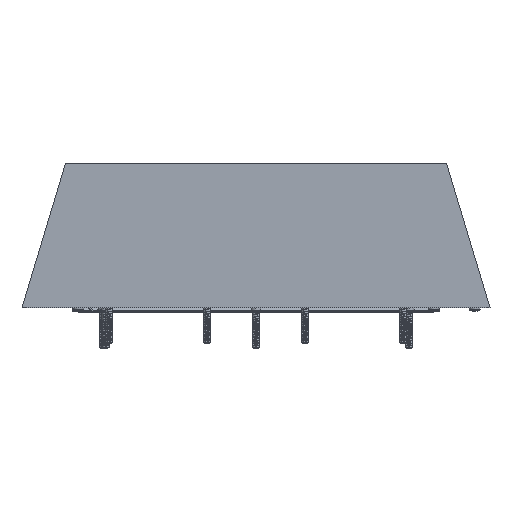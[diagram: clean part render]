
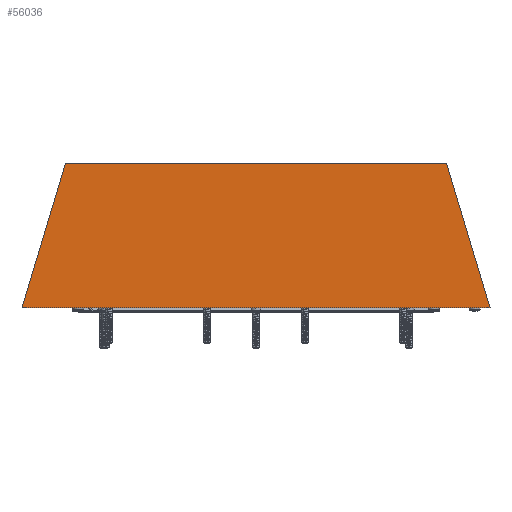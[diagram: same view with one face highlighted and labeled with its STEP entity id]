
A CAD part, front view. The second image highlights one B-rep face of the part: STEP entity #56036.
In plain terms, the highlighted planar face has unit normal (0, -1, 0).
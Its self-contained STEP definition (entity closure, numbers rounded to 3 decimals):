
#2332 = PLANE ( 'NONE',  #7424 ) ;
#3841 = DIRECTION ( 'NONE',  ( -0.288, 0., -0.958 ) ) ;
#7424 = AXIS2_PLACEMENT_3D ( 'NONE', #186218, #144228, #61670 ) ;
#12307 = CARTESIAN_POINT ( 'NONE',  ( -51.833, -300., 141.4 ) ) ;
#13649 = LINE ( 'NONE', #152595, #119423 ) ;
#17659 = FACE_OUTER_BOUND ( 'NONE', #100513, .T. ) ;
#25598 = EDGE_CURVE ( 'NONE', #112541, #135714, #46383, .T. ) ;
#40644 = CARTESIAN_POINT ( 'NONE',  ( 191., -300., 23.4 ) ) ;
#46383 = B_SPLINE_CURVE_WITH_KNOTS ( 'NONE', 3,
 ( #141353, #66794, #47427, #110732 ),
 .UNSPECIFIED., .F., .F.,
 ( 4, 4 ),
 ( 0., 1. ),
 .UNSPECIFIED. ) ;
#47427 = CARTESIAN_POINT ( 'NONE',  ( -63.667, -300., 23.4 ) ) ;
#47743 = CARTESIAN_POINT ( 'NONE',  ( -191., -300., 23.4 ) ) ;
#49840 = EDGE_CURVE ( 'NONE', #83695, #151236, #80366, .T. ) ;
#56036 = ADVANCED_FACE ( 'NONE', ( #17659 ), #2332, .T. ) ;
#59354 = CARTESIAN_POINT ( 'NONE',  ( -155.5, -300., 141.4 ) ) ;
#61355 = CARTESIAN_POINT ( 'NONE',  ( 51.833, -300., 141.4 ) ) ;
#61670 = DIRECTION ( 'NONE',  ( 0., 0., 1. ) ) ;
#66794 = CARTESIAN_POINT ( 'NONE',  ( 63.667, -300., 23.4 ) ) ;
#80366 = B_SPLINE_CURVE_WITH_KNOTS ( 'NONE', 3,
 ( #89960, #61355, #12307, #59354 ),
 .UNSPECIFIED., .F., .F.,
 ( 4, 4 ),
 ( 0., 1. ),
 .UNSPECIFIED. ) ;
#80573 = LINE ( 'NONE', #141770, #119873 ) ;
#83695 = VERTEX_POINT ( 'NONE', #194686 ) ;
#84016 = ORIENTED_EDGE ( 'NONE', *, *, #180777, .T. ) ;
#89960 = CARTESIAN_POINT ( 'NONE',  ( 155.5, -300., 141.4 ) ) ;
#100513 = EDGE_LOOP ( 'NONE', ( #125054, #143210, #84016, #145361 ) ) ;
#106347 = EDGE_CURVE ( 'NONE', #83695, #112541, #13649, .T. ) ;
#110732 = CARTESIAN_POINT ( 'NONE',  ( -191., -300., 23.4 ) ) ;
#112541 = VERTEX_POINT ( 'NONE', #40644 ) ;
#119423 = VECTOR ( 'NONE', #183222, 1000. ) ;
#119873 = VECTOR ( 'NONE', #3841, 1000. ) ;
#125054 = ORIENTED_EDGE ( 'NONE', *, *, #106347, .F. ) ;
#135099 = CARTESIAN_POINT ( 'NONE',  ( -155.5, -300., 141.4 ) ) ;
#135714 = VERTEX_POINT ( 'NONE', #47743 ) ;
#141353 = CARTESIAN_POINT ( 'NONE',  ( 191., -300., 23.4 ) ) ;
#141770 = CARTESIAN_POINT ( 'NONE',  ( -155.5, -300., 141.4 ) ) ;
#143210 = ORIENTED_EDGE ( 'NONE', *, *, #49840, .T. ) ;
#144228 = DIRECTION ( 'NONE',  ( 0., -1., 0. ) ) ;
#145361 = ORIENTED_EDGE ( 'NONE', *, *, #25598, .F. ) ;
#151236 = VERTEX_POINT ( 'NONE', #135099 ) ;
#152595 = CARTESIAN_POINT ( 'NONE',  ( 155.5, -300., 141.4 ) ) ;
#180777 = EDGE_CURVE ( 'NONE', #151236, #135714, #80573, .T. ) ;
#183222 = DIRECTION ( 'NONE',  ( 0.288, 0., -0.958 ) ) ;
#186218 = CARTESIAN_POINT ( 'NONE',  ( 0., -300., 23.4 ) ) ;
#194686 = CARTESIAN_POINT ( 'NONE',  ( 155.5, -300., 141.4 ) ) ;
